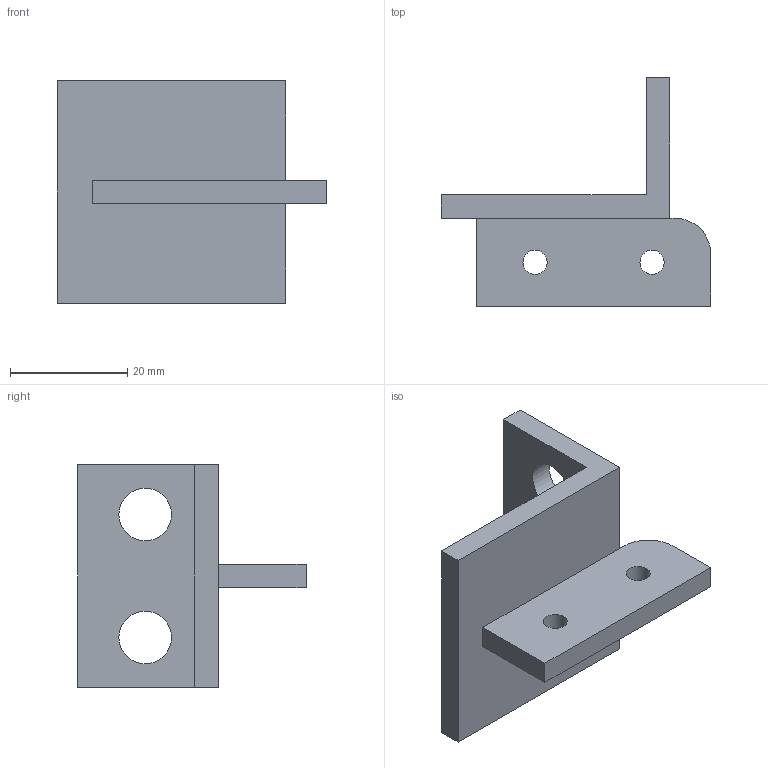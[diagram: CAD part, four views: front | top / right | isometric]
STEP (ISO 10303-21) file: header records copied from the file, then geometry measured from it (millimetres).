
FILE_DESCRIPTION(/* description */ (''),/* implementation_level */ '2;1');
FILE_NAME(/* name */ 'fourchette bequille avant tlr2.stp',/* time_stamp */ '2021-04-05T18:32:29+02:00',/* author */ ('the-v'),/* organization */ (''),/* preprocessor_version */ 'ST-DEVELOPER v18',/* originating_system */ 'Autodesk Inventor 2020',/* authorisation */ '');
FILE_SCHEMA (('AUTOMOTIVE_DESIGN { 1 0 10303 214 3 1 1 }'));
Length unit declared in the file: millimetre
Products named in the file (1): fourchette bequille avant tlr
Bounding box: 46 x 39 x 38 mm (x, y, z)
Volume: 10720.8 mm3; surface area: 6632.2 mm2
Topology: 1 solids, 1 shells, 19 faces, 53 edges, 36 vertices
Faces by surface type: plane 14, cylinder 5
Full cylindrical faces by diameter (mm): 4.134 x2, 9 x2
Entity records: 674 total; most frequent: CARTESIAN_POINT 109, DIRECTION 107, ORIENTED_EDGE 106, EDGE_CURVE 53, LINE 39, VECTOR 39, VERTEX_POINT 36, AXIS2_PLACEMENT_3D 34
